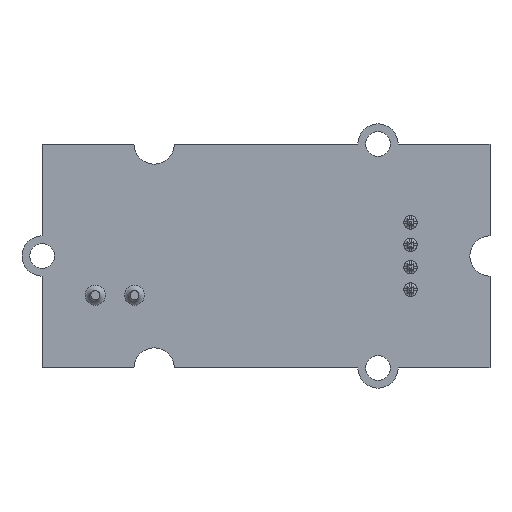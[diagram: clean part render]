
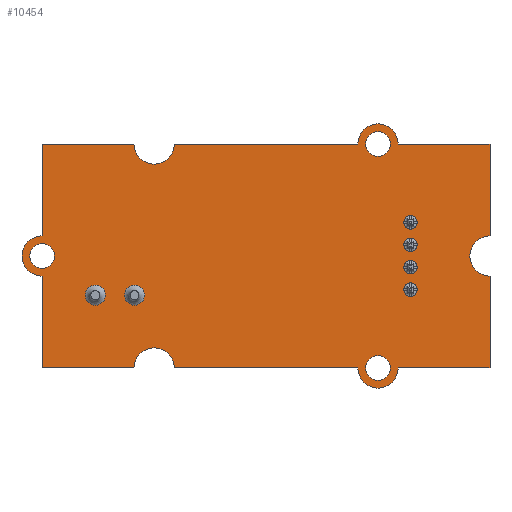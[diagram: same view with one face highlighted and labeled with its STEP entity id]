
A CAD part, front view. The second image highlights one B-rep face of the part: STEP entity #10454.
In plain terms, the highlighted planar face has unit normal (0, -1, 0).
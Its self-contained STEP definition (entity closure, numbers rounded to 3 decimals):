
#416=FACE_BOUND('',#1113,.T.);
#417=FACE_BOUND('',#1114,.T.);
#418=FACE_BOUND('',#1115,.T.);
#449=FACE_OUTER_BOUND('',#1112,.T.);
#1112=EDGE_LOOP('',(#6909,#6910,#6911,#6912,#6913,#6914,#6915,#6916,#6917,
#6918,#6919,#6920,#6921,#6922,#6923,#6924));
#1113=EDGE_LOOP('',(#6925));
#1114=EDGE_LOOP('',(#6926));
#1115=EDGE_LOOP('',(#6927));
#1812=CIRCLE('',#11197,1.8);
#1813=CIRCLE('',#11198,1.8);
#1814=CIRCLE('',#11199,1.8);
#1815=CIRCLE('',#11200,1.8);
#1816=CIRCLE('',#11201,1.8);
#1817=CIRCLE('',#11202,1.8);
#1818=CIRCLE('',#11203,1.1);
#1819=CIRCLE('',#11204,1.1);
#1820=CIRCLE('',#11205,1.1);
#2105=LINE('',#15202,#3286);
#2106=LINE('',#15204,#3287);
#2107=LINE('',#15208,#3288);
#2108=LINE('',#15212,#3289);
#2109=LINE('',#15214,#3290);
#2110=LINE('',#15218,#3291);
#2111=LINE('',#15220,#3292);
#2112=LINE('',#15224,#3293);
#2113=LINE('',#15228,#3294);
#2114=LINE('',#15230,#3295);
#3286=VECTOR('',#12151,8.2);
#3287=VECTOR('',#12152,8.2);
#3288=VECTOR('',#12155,16.4);
#3289=VECTOR('',#12158,8.2);
#3290=VECTOR('',#12159,8.2);
#3291=VECTOR('',#12162,8.2);
#3292=VECTOR('',#12163,8.2);
#3293=VECTOR('',#12166,16.4);
#3294=VECTOR('',#12169,8.2);
#3295=VECTOR('',#12170,8.2);
#4476=VERTEX_POINT('',#15200);
#4477=VERTEX_POINT('',#15201);
#4478=VERTEX_POINT('',#15203);
#4479=VERTEX_POINT('',#15205);
#4480=VERTEX_POINT('',#15207);
#4481=VERTEX_POINT('',#15209);
#4482=VERTEX_POINT('',#15211);
#4483=VERTEX_POINT('',#15213);
#4484=VERTEX_POINT('',#15215);
#4485=VERTEX_POINT('',#15217);
#4486=VERTEX_POINT('',#15219);
#4487=VERTEX_POINT('',#15221);
#4488=VERTEX_POINT('',#15223);
#4489=VERTEX_POINT('',#15225);
#4490=VERTEX_POINT('',#15227);
#4491=VERTEX_POINT('',#15229);
#4492=VERTEX_POINT('',#15232);
#4493=VERTEX_POINT('',#15234);
#4494=VERTEX_POINT('',#15236);
#5388=EDGE_CURVE('',#4476,#4477,#2105,.T.);
#5389=EDGE_CURVE('',#4478,#4476,#2106,.T.);
#5390=EDGE_CURVE('',#4479,#4478,#1812,.T.);
#5391=EDGE_CURVE('',#4480,#4479,#2107,.T.);
#5392=EDGE_CURVE('',#4481,#4480,#1813,.T.);
#5393=EDGE_CURVE('',#4482,#4481,#2108,.T.);
#5394=EDGE_CURVE('',#4483,#4482,#2109,.T.);
#5395=EDGE_CURVE('',#4484,#4483,#1814,.T.);
#5396=EDGE_CURVE('',#4485,#4484,#2110,.T.);
#5397=EDGE_CURVE('',#4486,#4485,#2111,.T.);
#5398=EDGE_CURVE('',#4487,#4486,#1815,.T.);
#5399=EDGE_CURVE('',#4488,#4487,#2112,.T.);
#5400=EDGE_CURVE('',#4489,#4488,#1816,.T.);
#5401=EDGE_CURVE('',#4490,#4489,#2113,.T.);
#5402=EDGE_CURVE('',#4491,#4490,#2114,.T.);
#5403=EDGE_CURVE('',#4477,#4491,#1817,.T.);
#5404=EDGE_CURVE('',#4492,#4492,#1818,.T.);
#5405=EDGE_CURVE('',#4493,#4493,#1819,.T.);
#5406=EDGE_CURVE('',#4494,#4494,#1820,.T.);
#6909=ORIENTED_EDGE('',*,*,#5388,.F.);
#6910=ORIENTED_EDGE('',*,*,#5389,.F.);
#6911=ORIENTED_EDGE('',*,*,#5390,.F.);
#6912=ORIENTED_EDGE('',*,*,#5391,.F.);
#6913=ORIENTED_EDGE('',*,*,#5392,.F.);
#6914=ORIENTED_EDGE('',*,*,#5393,.F.);
#6915=ORIENTED_EDGE('',*,*,#5394,.F.);
#6916=ORIENTED_EDGE('',*,*,#5395,.F.);
#6917=ORIENTED_EDGE('',*,*,#5396,.F.);
#6918=ORIENTED_EDGE('',*,*,#5397,.F.);
#6919=ORIENTED_EDGE('',*,*,#5398,.F.);
#6920=ORIENTED_EDGE('',*,*,#5399,.F.);
#6921=ORIENTED_EDGE('',*,*,#5400,.F.);
#6922=ORIENTED_EDGE('',*,*,#5401,.F.);
#6923=ORIENTED_EDGE('',*,*,#5402,.F.);
#6924=ORIENTED_EDGE('',*,*,#5403,.F.);
#6925=ORIENTED_EDGE('',*,*,#5404,.T.);
#6926=ORIENTED_EDGE('',*,*,#5405,.T.);
#6927=ORIENTED_EDGE('',*,*,#5406,.T.);
#9933=PLANE('',#11196);
#10454=ADVANCED_FACE('',(#449,#416,#417,#418),#9933,.F.);
#11196=AXIS2_PLACEMENT_3D('',#15199,#12149,#12150);
#11197=AXIS2_PLACEMENT_3D('',#15206,#12153,#12154);
#11198=AXIS2_PLACEMENT_3D('',#15210,#12156,#12157);
#11199=AXIS2_PLACEMENT_3D('',#15216,#12160,#12161);
#11200=AXIS2_PLACEMENT_3D('',#15222,#12164,#12165);
#11201=AXIS2_PLACEMENT_3D('',#15226,#12167,#12168);
#11202=AXIS2_PLACEMENT_3D('',#15231,#12171,#12172);
#11203=AXIS2_PLACEMENT_3D('',#15233,#12173,#12174);
#11204=AXIS2_PLACEMENT_3D('',#15235,#12175,#12176);
#11205=AXIS2_PLACEMENT_3D('',#15237,#12177,#12178);
#12149=DIRECTION('center_axis',(0.,1.,0.));
#12150=DIRECTION('ref_axis',(0.,0.,1.));
#12151=DIRECTION('',(0.,0.,1.));
#12152=DIRECTION('',(-1.,0.,0.));
#12153=DIRECTION('center_axis',(0.,-1.,0.));
#12154=DIRECTION('ref_axis',(0.,0.,1.));
#12155=DIRECTION('',(-1.,0.,0.));
#12156=DIRECTION('center_axis',(0.,1.,0.));
#12157=DIRECTION('ref_axis',(0.,0.,1.));
#12158=DIRECTION('',(-1.,0.,0.));
#12159=DIRECTION('',(0.,0.,-1.));
#12160=DIRECTION('center_axis',(0.,-1.,0.));
#12161=DIRECTION('ref_axis',(0.,0.,1.));
#12162=DIRECTION('',(0.,0.,-1.));
#12163=DIRECTION('',(1.,0.,0.));
#12164=DIRECTION('center_axis',(0.,1.,0.));
#12165=DIRECTION('ref_axis',(0.,0.,1.));
#12166=DIRECTION('',(1.,0.,0.));
#12167=DIRECTION('center_axis',(0.,-1.,0.));
#12168=DIRECTION('ref_axis',(0.,0.,1.));
#12169=DIRECTION('',(1.,0.,0.));
#12170=DIRECTION('',(0.,0.,1.));
#12171=DIRECTION('center_axis',(0.,1.,0.));
#12172=DIRECTION('ref_axis',(0.,0.,1.));
#12173=DIRECTION('center_axis',(0.,1.,0.));
#12174=DIRECTION('ref_axis',(0.,0.,1.));
#12175=DIRECTION('center_axis',(0.,1.,0.));
#12176=DIRECTION('ref_axis',(0.,0.,1.));
#12177=DIRECTION('center_axis',(0.,1.,0.));
#12178=DIRECTION('ref_axis',(0.,0.,1.));
#15199=CARTESIAN_POINT('Origin',(-20.,0.,0.));
#15200=CARTESIAN_POINT('',(-20.,0.,-10.));
#15201=CARTESIAN_POINT('',(-20.,0.,-1.8));
#15202=CARTESIAN_POINT('',(-20.,0.,-10.));
#15203=CARTESIAN_POINT('',(-11.8,0.,-10.));
#15204=CARTESIAN_POINT('',(-11.8,0.,-10.));
#15205=CARTESIAN_POINT('',(-8.2,0.,-10.));
#15206=CARTESIAN_POINT('Origin',(-10.,0.,-10.));
#15207=CARTESIAN_POINT('',(8.2,0.,-10.));
#15208=CARTESIAN_POINT('',(8.2,0.,-10.));
#15209=CARTESIAN_POINT('',(11.8,0.,-10.));
#15210=CARTESIAN_POINT('Origin',(10.,0.,-10.));
#15211=CARTESIAN_POINT('',(20.,0.,-10.));
#15212=CARTESIAN_POINT('',(20.,0.,-10.));
#15213=CARTESIAN_POINT('',(20.,0.,-1.8));
#15214=CARTESIAN_POINT('',(20.,0.,-1.8));
#15215=CARTESIAN_POINT('',(20.,0.,1.8));
#15216=CARTESIAN_POINT('Origin',(20.,0.,0.));
#15217=CARTESIAN_POINT('',(20.,0.,10.));
#15218=CARTESIAN_POINT('',(20.,0.,10.));
#15219=CARTESIAN_POINT('',(11.8,0.,10.));
#15220=CARTESIAN_POINT('',(11.8,0.,10.));
#15221=CARTESIAN_POINT('',(8.2,0.,10.));
#15222=CARTESIAN_POINT('Origin',(10.,0.,10.));
#15223=CARTESIAN_POINT('',(-8.2,0.,10.));
#15224=CARTESIAN_POINT('',(-8.2,0.,10.));
#15225=CARTESIAN_POINT('',(-11.8,0.,10.));
#15226=CARTESIAN_POINT('Origin',(-10.,0.,10.));
#15227=CARTESIAN_POINT('',(-20.,0.,10.));
#15228=CARTESIAN_POINT('',(-20.,0.,10.));
#15229=CARTESIAN_POINT('',(-20.,0.,1.8));
#15230=CARTESIAN_POINT('',(-20.,0.,1.8));
#15231=CARTESIAN_POINT('Origin',(-20.,0.,0.));
#15232=CARTESIAN_POINT('',(10.,0.,-8.9));
#15233=CARTESIAN_POINT('Origin',(10.,0.,-10.));
#15234=CARTESIAN_POINT('',(-20.,0.,1.1));
#15235=CARTESIAN_POINT('Origin',(-20.,0.,0.));
#15236=CARTESIAN_POINT('',(10.,0.,11.1));
#15237=CARTESIAN_POINT('Origin',(10.,0.,10.));
